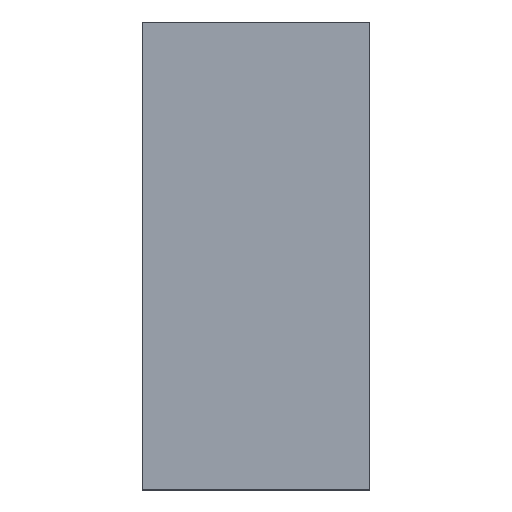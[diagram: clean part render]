
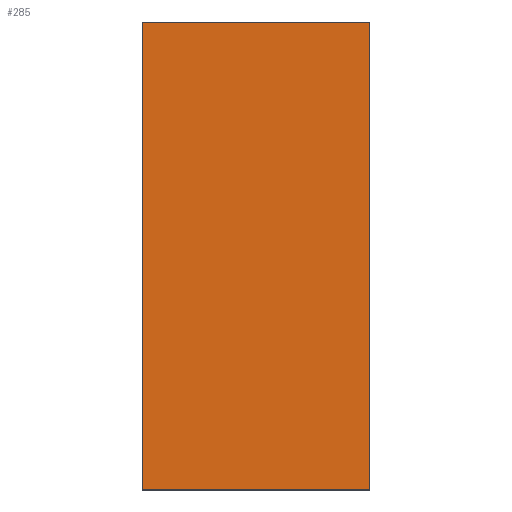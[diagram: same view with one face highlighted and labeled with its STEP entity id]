
A CAD part, top view. The second image highlights one B-rep face of the part: STEP entity #285.
In plain terms, the highlighted planar face has unit normal (0, 0, 1).
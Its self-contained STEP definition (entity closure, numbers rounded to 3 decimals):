
#31=FACE_OUTER_BOUND('',#49,.T.);
#49=EDGE_LOOP('',(#247,#248,#249,#250));
#77=LINE('',#445,#113);
#80=LINE('',#451,#116);
#83=LINE('',#457,#119);
#86=LINE('',#461,#122);
#113=VECTOR('',#367,10.);
#116=VECTOR('',#372,10.);
#119=VECTOR('',#377,10.);
#122=VECTOR('',#382,10.);
#141=VERTEX_POINT('',#442);
#142=VERTEX_POINT('',#444);
#144=VERTEX_POINT('',#450);
#146=VERTEX_POINT('',#456);
#173=EDGE_CURVE('',#142,#141,#77,.T.);
#176=EDGE_CURVE('',#144,#142,#80,.T.);
#179=EDGE_CURVE('',#146,#144,#83,.T.);
#182=EDGE_CURVE('',#141,#146,#86,.T.);
#247=ORIENTED_EDGE('',*,*,#182,.T.);
#248=ORIENTED_EDGE('',*,*,#179,.T.);
#249=ORIENTED_EDGE('',*,*,#176,.T.);
#250=ORIENTED_EDGE('',*,*,#173,.T.);
#269=PLANE('',#315);
#285=ADVANCED_FACE('',(#31),#269,.T.);
#315=AXIS2_PLACEMENT_3D('',#462,#383,#384);
#367=DIRECTION('',(-1.,0.,0.));
#372=DIRECTION('',(0.,1.,0.));
#377=DIRECTION('',(1.,0.,0.));
#382=DIRECTION('',(0.,-1.,0.));
#383=DIRECTION('center_axis',(0.,0.,1.));
#384=DIRECTION('ref_axis',(1.,0.,0.));
#442=CARTESIAN_POINT('',(0.,140.,16.));
#444=CARTESIAN_POINT('',(68.,140.,16.));
#445=CARTESIAN_POINT('',(68.,140.,16.));
#450=CARTESIAN_POINT('',(68.,0.,16.));
#451=CARTESIAN_POINT('',(68.,0.,16.));
#456=CARTESIAN_POINT('',(0.,0.,16.));
#457=CARTESIAN_POINT('',(0.,0.,16.));
#461=CARTESIAN_POINT('',(0.,140.,16.));
#462=CARTESIAN_POINT('Origin',(34.,70.,16.));
